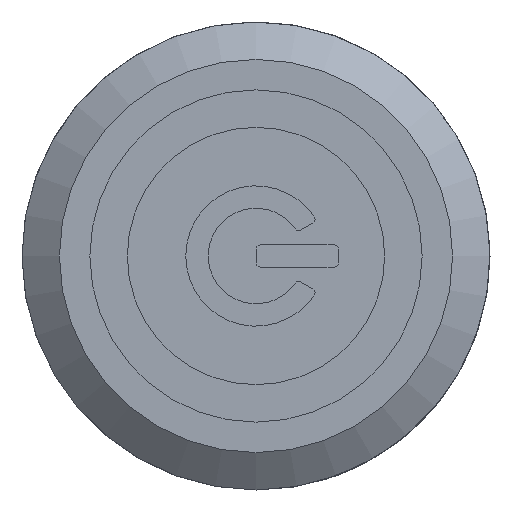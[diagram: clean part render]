
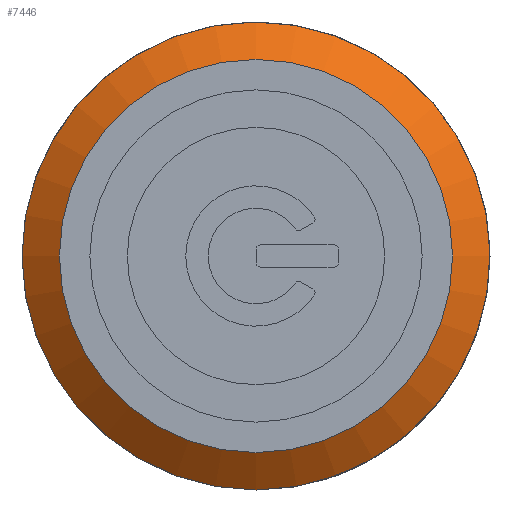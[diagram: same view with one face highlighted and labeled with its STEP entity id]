
A CAD part, front view. The second image highlights one B-rep face of the part: STEP entity #7446.
In plain terms, the highlighted conical face has half-angle 53.13 degrees and reference radius 11.5 mm.
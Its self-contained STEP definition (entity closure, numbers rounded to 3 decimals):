
#25=CONICAL_SURFACE('',#8201,11.5,0.927);
#771=FACE_OUTER_BOUND('',#1212,.T.);
#1212=EDGE_LOOP('',(#6921,#6922,#6923,#6924,#6925,#6926));
#1694=CIRCLE('',#8199,12.5);
#1695=CIRCLE('',#8200,12.5);
#1696=CIRCLE('',#8202,10.5);
#1697=CIRCLE('',#8203,10.5);
#2313=LINE('',#13325,#2923);
#2923=VECTOR('',#10290,11.5);
#3628=VERTEX_POINT('',#13315);
#3629=VERTEX_POINT('',#13316);
#3630=VERTEX_POINT('',#13321);
#3631=VERTEX_POINT('',#13322);
#4729=EDGE_CURVE('',#3628,#3629,#1694,.T.);
#4730=EDGE_CURVE('',#3629,#3628,#1695,.T.);
#4732=EDGE_CURVE('',#3630,#3631,#1696,.T.);
#4733=EDGE_CURVE('',#3631,#3630,#1697,.T.);
#4734=EDGE_CURVE('',#3631,#3629,#2313,.T.);
#6921=ORIENTED_EDGE('',*,*,#4732,.F.);
#6922=ORIENTED_EDGE('',*,*,#4733,.F.);
#6923=ORIENTED_EDGE('',*,*,#4734,.T.);
#6924=ORIENTED_EDGE('',*,*,#4730,.T.);
#6925=ORIENTED_EDGE('',*,*,#4729,.T.);
#6926=ORIENTED_EDGE('',*,*,#4734,.F.);
#7446=ADVANCED_FACE('',(#771),#25,.T.);
#8199=AXIS2_PLACEMENT_3D('',#13317,#10279,#10280);
#8200=AXIS2_PLACEMENT_3D('',#13318,#10281,#10282);
#8201=AXIS2_PLACEMENT_3D('',#13320,#10284,#10285);
#8202=AXIS2_PLACEMENT_3D('',#13323,#10286,#10287);
#8203=AXIS2_PLACEMENT_3D('',#13324,#10288,#10289);
#10279=DIRECTION('center_axis',(0.,-1.,0.));
#10280=DIRECTION('ref_axis',(0.,0.,
1.));
#10281=DIRECTION('center_axis',(0.,-1.,0.));
#10282=DIRECTION('ref_axis',(0.,0.,
1.));
#10284=DIRECTION('center_axis',(0.,1.,0.));
#10285=DIRECTION('ref_axis',(0.,0.,
1.));
#10286=DIRECTION('center_axis',(0.,-1.,0.));
#10287=DIRECTION('ref_axis',(0.,0.,
1.));
#10288=DIRECTION('center_axis',(0.,-1.,0.));
#10289=DIRECTION('ref_axis',(0.,0.,
1.));
#10290=DIRECTION('',(0.,0.6,-0.8));
#13315=CARTESIAN_POINT('',(0.,-35.2,12.5));
#13316=CARTESIAN_POINT('',(0.,-35.2,-12.5));
#13317=CARTESIAN_POINT('Origin',(0.,-35.2,
0.));
#13318=CARTESIAN_POINT('Origin',(0.,-35.2,
0.));
#13320=CARTESIAN_POINT('Origin',(0.,-35.95,
0.));
#13321=CARTESIAN_POINT('',(0.,-36.7,10.5));
#13322=CARTESIAN_POINT('',(0.,-36.7,-10.5));
#13323=CARTESIAN_POINT('Origin',(0.,-36.7,
0.));
#13324=CARTESIAN_POINT('Origin',(0.,-36.7,
0.));
#13325=CARTESIAN_POINT('',(0.,-35.95,-11.5));
